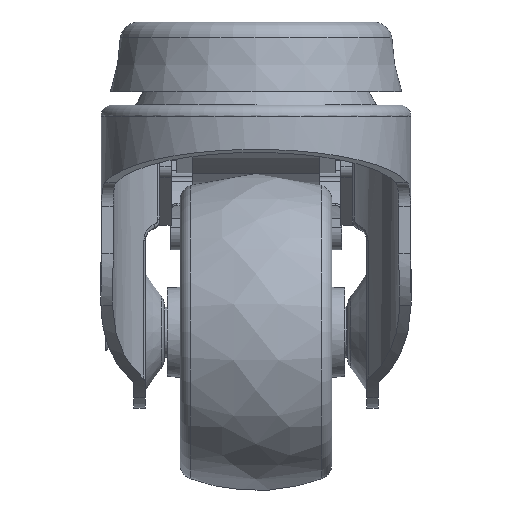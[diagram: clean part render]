
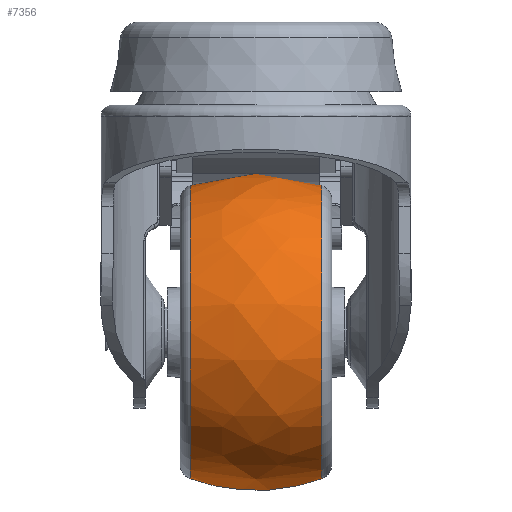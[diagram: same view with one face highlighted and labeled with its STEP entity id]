
A CAD part, left-side view. The second image highlights one B-rep face of the part: STEP entity #7356.
In plain terms, the highlighted free-form (B-spline) face has degree [2, 2] with [3, 9] control points.
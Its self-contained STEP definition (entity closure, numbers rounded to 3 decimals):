
#20=(
BOUNDED_SURFACE()
B_SPLINE_SURFACE(2,2,((#16369,#16370,#16371,#16372,#16373,#16374,#16375,
#16376,#16377),(#16378,#16379,#16380,#16381,#16382,#16383,#16384,#16385,
#16386),(#16387,#16388,#16389,#16390,#16391,#16392,#16393,#16394,#16395)),
 .UNSPECIFIED.,.F.,.T.,.F.)
B_SPLINE_SURFACE_WITH_KNOTS((3,3),(3,2,2,2,3),(-0.352,0.352),
(-3.142,-1.571,0.,1.571,3.142),
 .UNSPECIFIED.)
GEOMETRIC_REPRESENTATION_ITEM()
RATIONAL_B_SPLINE_SURFACE(((1.,0.707,1.,0.707,1.,
0.707,1.,0.707,1.),(0.939,0.664,
0.939,0.664,0.939,0.664,
0.939,0.664,0.939),(1.,0.707,
1.,0.707,1.,0.707,1.,0.707,1.)))
REPRESENTATION_ITEM('')
SURFACE()
);
#752=FACE_OUTER_BOUND('',#1225,.T.);
#1225=EDGE_LOOP('',(#6015,#6016,#6017,#6018));
#2715=CIRCLE('',#8197,23.157);
#2716=CIRCLE('',#8198,30.05);
#2717=CIRCLE('',#8199,23.157);
#3333=VERTEX_POINT('',#16366);
#3334=VERTEX_POINT('',#16396);
#4265=EDGE_CURVE('',#3333,#3333,#2715,.T.);
#4266=EDGE_CURVE('',#3333,#3334,#2716,.T.);
#4267=EDGE_CURVE('',#3334,#3334,#2717,.T.);
#6015=ORIENTED_EDGE('',*,*,#4265,.F.);
#6016=ORIENTED_EDGE('',*,*,#4266,.T.);
#6017=ORIENTED_EDGE('',*,*,#4267,.T.);
#6018=ORIENTED_EDGE('',*,*,#4266,.F.);
#7356=ADVANCED_FACE('',(#752),#20,.F.);
#8197=AXIS2_PLACEMENT_3D('',#16368,#9964,#9965);
#8198=AXIS2_PLACEMENT_3D('',#16397,#9966,#9967);
#8199=AXIS2_PLACEMENT_3D('',#16398,#9968,#9969);
#9964=DIRECTION('center_axis',(0.,1.,0.));
#9965=DIRECTION('ref_axis',(0.,0.,1.));
#9966=DIRECTION('center_axis',(-1.,0.,0.));
#9967=DIRECTION('ref_axis',(0.,0.,-1.));
#9968=DIRECTION('center_axis',(0.,1.,0.));
#9969=DIRECTION('ref_axis',(0.,0.,1.));
#16366=CARTESIAN_POINT('',(0.,10.362,-23.157));
#16368=CARTESIAN_POINT('Origin',(0.,10.362,0.));
#16369=CARTESIAN_POINT('Ctrl Pts',(0.,-10.362,-23.157));
#16370=CARTESIAN_POINT('Ctrl Pts',(-23.157,-10.362,
-23.157));
#16371=CARTESIAN_POINT('Ctrl Pts',(-23.157,-10.362,
0.));
#16372=CARTESIAN_POINT('Ctrl Pts',(-23.157,-10.362,
23.157));
#16373=CARTESIAN_POINT('Ctrl Pts',(0.,-10.362,23.157));
#16374=CARTESIAN_POINT('Ctrl Pts',(23.157,-10.362,23.157));
#16375=CARTESIAN_POINT('Ctrl Pts',(23.157,-10.362,0.));
#16376=CARTESIAN_POINT('Ctrl Pts',(23.157,-10.362,-23.157));
#16377=CARTESIAN_POINT('Ctrl Pts',(0.,-10.362,-23.157));
#16378=CARTESIAN_POINT('Ctrl Pts',(0.,0.,-26.964));
#16379=CARTESIAN_POINT('Ctrl Pts',(-26.964,0.,
-26.964));
#16380=CARTESIAN_POINT('Ctrl Pts',(-26.964,0.,
0.));
#16381=CARTESIAN_POINT('Ctrl Pts',(-26.964,0.,
26.964));
#16382=CARTESIAN_POINT('Ctrl Pts',(0.,0.,26.964));
#16383=CARTESIAN_POINT('Ctrl Pts',(26.964,0.,
26.964));
#16384=CARTESIAN_POINT('Ctrl Pts',(26.964,0.,
0.));
#16385=CARTESIAN_POINT('Ctrl Pts',(26.964,0.,
-26.964));
#16386=CARTESIAN_POINT('Ctrl Pts',(0.,0.,-26.964));
#16387=CARTESIAN_POINT('Ctrl Pts',(0.,10.362,-23.157));
#16388=CARTESIAN_POINT('Ctrl Pts',(-23.157,10.362,-23.157));
#16389=CARTESIAN_POINT('Ctrl Pts',(-23.157,10.362,0.));
#16390=CARTESIAN_POINT('Ctrl Pts',(-23.157,10.362,23.157));
#16391=CARTESIAN_POINT('Ctrl Pts',(0.,10.362,23.157));
#16392=CARTESIAN_POINT('Ctrl Pts',(23.157,10.362,23.157));
#16393=CARTESIAN_POINT('Ctrl Pts',(23.157,10.362,0.));
#16394=CARTESIAN_POINT('Ctrl Pts',(23.157,10.362,-23.157));
#16395=CARTESIAN_POINT('Ctrl Pts',(0.,10.362,-23.157));
#16396=CARTESIAN_POINT('',(0.,-10.362,-23.157));
#16397=CARTESIAN_POINT('Origin',(0.,0.,
5.05));
#16398=CARTESIAN_POINT('Origin',(0.,-10.362,0.));
